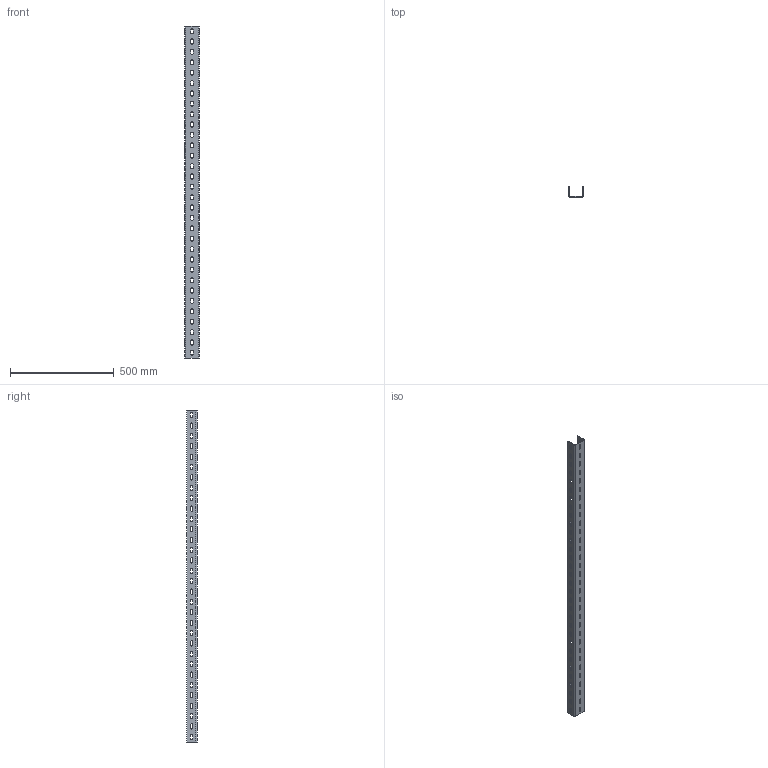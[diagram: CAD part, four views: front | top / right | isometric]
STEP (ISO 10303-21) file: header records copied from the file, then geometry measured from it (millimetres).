
FILE_DESCRIPTION (( 'STEP AP214' ), '1' );
FILE_NAME ('Äåòàë1600.STEP', '2023-04-03T09:00:41', ( '' ), ( '' ), 'SwSTEP 2.0', 'SolidWorks 2022', '' );
FILE_SCHEMA (( 'AUTOMOTIVE_DESIGN' ));
Length unit declared in the file: millimetre
Products named in the file (1): Детал1600
Bounding box: 70 x 50 x 1600 mm (x, y, z)
Volume: 907700.9 mm3; surface area: 492598.6 mm2
Topology: 1 solids, 1 shells, 494 faces, 1476 edges, 984 vertices
Faces by surface type: cylinder 292, plane 202
Entity records: 17262 total; most frequent: DIRECTION 3050, CARTESIAN_POINT 2955, ORIENTED_EDGE 2952, EDGE_CURVE 1476, AXIS2_PLACEMENT_3D 1079, VERTEX_POINT 984, LINE 892, VECTOR 892
